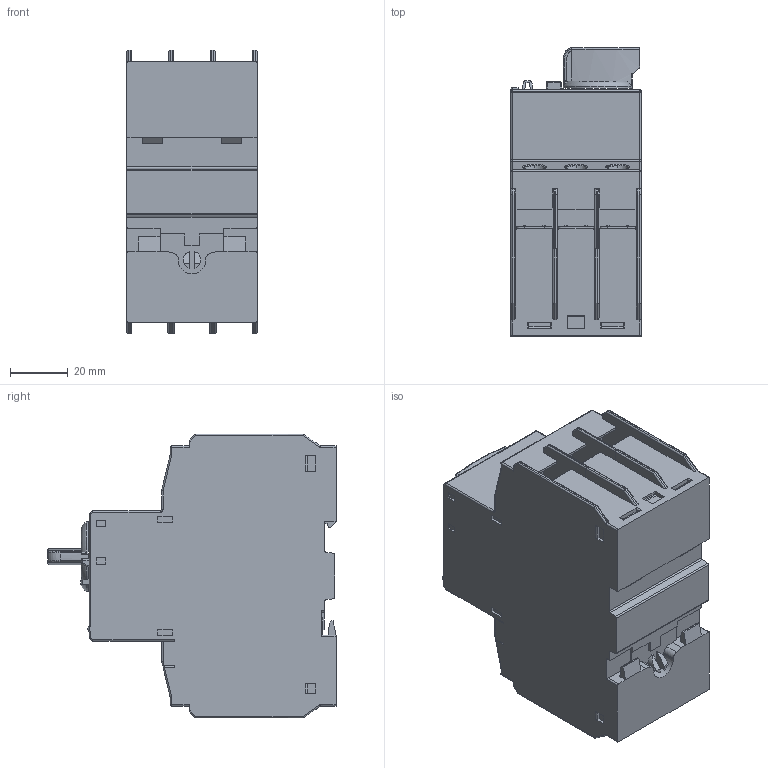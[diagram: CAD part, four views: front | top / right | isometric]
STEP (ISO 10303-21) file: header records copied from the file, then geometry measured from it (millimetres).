
FILE_DESCRIPTION((''),'2;1');
FILE_NAME('MMS-32H_HI_METASOL_SW0002','2023-08-03T14:37:48',('A003216544'),(''),'CREO PARAMETRIC BY PTC INC, 2020354','CREO PARAMETRIC BY PTC INC, 2020354','');
FILE_SCHEMA(('CONFIG_CONTROL_DESIGN'));
Length unit declared in the file: millimetre
Products named in the file (1): MMS-32H_HI_METASOL_SW0002
Bounding box: 45 x 99.6 x 98 mm (x, y, z)
Volume: 277066.7 mm3; surface area: 41587.4 mm2
Topology: 2 solids, 2 shells, 1007 faces, 2656 edges, 1707 vertices
Faces by surface type: plane 688, cylinder 262, sphere 22, bspline 20, torus 11, extrusion 2, revolution 1, cone 1
Entity records: 33990 total; most frequent: CARTESIAN_POINT 9217, ORIENTED_EDGE 5296, DIRECTION 4813, EDGE_CURVE 2648, VECTOR 2088, LINE 2086, VERTEX_POINT 1706, AXIS2_PLACEMENT_3D 1362
